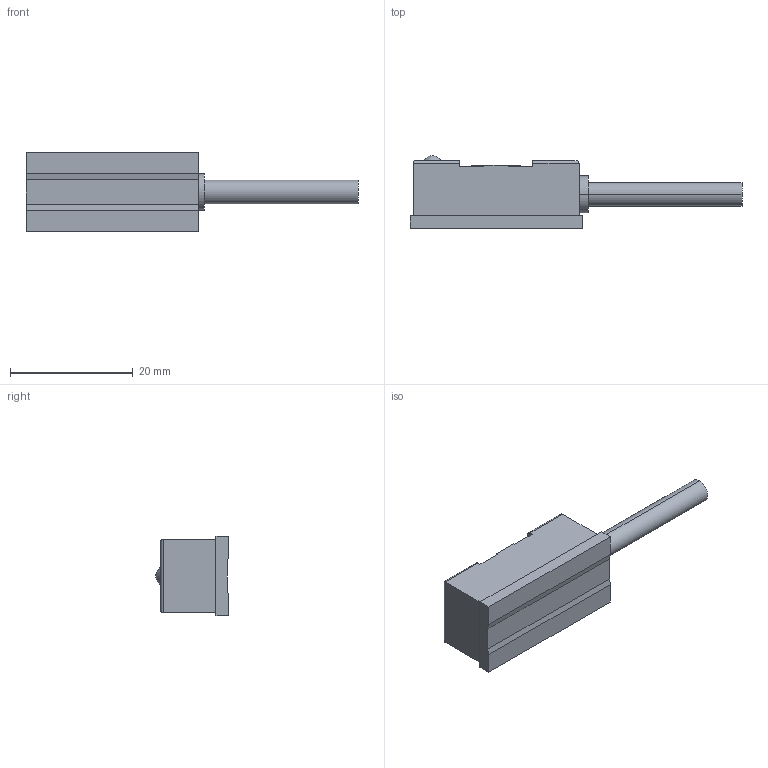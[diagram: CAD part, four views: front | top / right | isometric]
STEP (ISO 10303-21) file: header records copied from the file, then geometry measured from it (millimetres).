
FILE_DESCRIPTION (( 'STEP AP214' ), '1' );
FILE_NAME ('SH-22.STEP', '2019-10-18T05:08:39', ( 'LinWei' ), ( '' ), 'SwSTEP 2.0', 'SolidWorks 2016', '' );
FILE_SCHEMA (( 'AUTOMOTIVE_DESIGN' ));
Length unit declared in the file: millimetre
Products named in the file (1): SH-22
Bounding box: 54 x 11.8 x 13 mm (x, y, z)
Volume: 3806.3 mm3; surface area: 1924.3 mm2
Topology: 1 solids, 1 shells, 52 faces, 130 edges, 86 vertices
Faces by surface type: plane 39, cylinder 12, bspline 1
Entity records: 2197 total; most frequent: CARTESIAN_POINT 346, ORIENTED_EDGE 260, DIRECTION 244, EDGE_CURVE 130, LINE 108, VECTOR 108, VERTEX_POINT 86, AXIS2_PLACEMENT_3D 68
